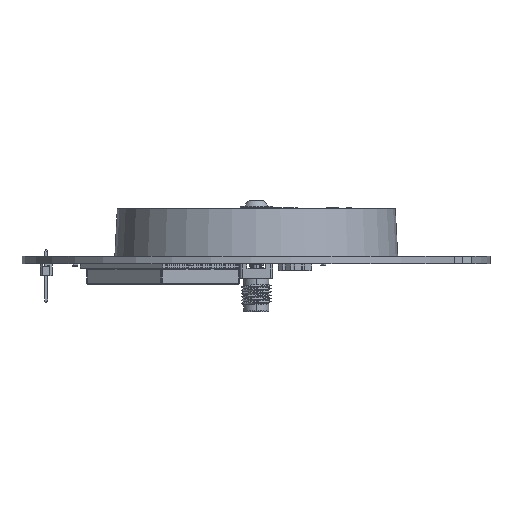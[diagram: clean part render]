
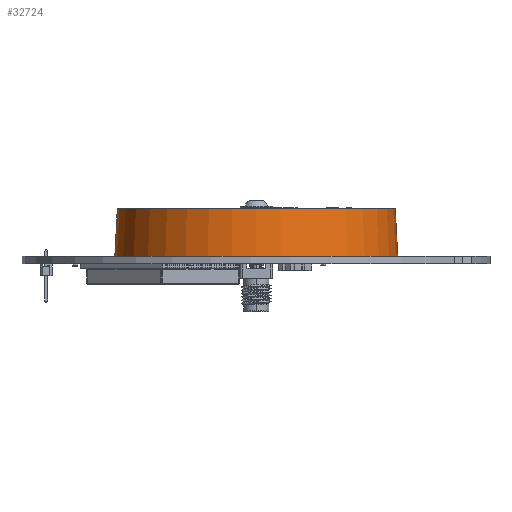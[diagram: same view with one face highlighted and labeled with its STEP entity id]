
A CAD part, left-side view. The second image highlights one B-rep face of the part: STEP entity #32724.
In plain terms, the highlighted conical face has half-angle 3 degrees and reference radius 30.314 mm.
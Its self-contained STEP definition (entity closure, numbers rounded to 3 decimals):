
#32724 = ADVANCED_FACE('',(#32725),#32751,.T.);
#32725 = FACE_BOUND('',#32726,.T.);
#32726 = EDGE_LOOP('',(#32727,#32736,#32743,#32750));
#32727 = ORIENTED_EDGE('',*,*,#32728,.F.);
#32728 = EDGE_CURVE('',#32729,#32729,#32731,.T.);
#32729 = VERTEX_POINT('',#32730);
#32730 = CARTESIAN_POINT('',(0.,10.166,-29.781));
#32731 = CIRCLE('',#32732,29.781);
#32732 = AXIS2_PLACEMENT_3D('',#32733,#32734,#32735);
#32733 = CARTESIAN_POINT('',(0.,10.166,
    0.));
#32734 = DIRECTION('',(0.,1.,0.));
#32735 = DIRECTION('',(0.,0.,-1.));
#32736 = ORIENTED_EDGE('',*,*,#32737,.T.);
#32737 = EDGE_CURVE('',#32729,#32738,#32740,.T.);
#32738 = VERTEX_POINT('',#32739);
#32739 = CARTESIAN_POINT('',(0.,0.,
    -30.314));
#32740 = B_SPLINE_CURVE_WITH_KNOTS('',1,(#32741,#32742),.UNSPECIFIED.,
  .F.,.F.,(2,2),(-10.18,0.),.PIECEWISE_BEZIER_KNOTS.);
#32741 = CARTESIAN_POINT('',(0.,10.166,-29.781));
#32742 = CARTESIAN_POINT('',(0.,0.,-30.314));
#32743 = ORIENTED_EDGE('',*,*,#32744,.T.);
#32744 = EDGE_CURVE('',#32738,#32738,#32745,.T.);
#32745 = CIRCLE('',#32746,30.314);
#32746 = AXIS2_PLACEMENT_3D('',#32747,#32748,#32749);
#32747 = CARTESIAN_POINT('',(0.,0.,0.));
#32748 = DIRECTION('',(0.,1.,0.));
#32749 = DIRECTION('',(0.,0.,-1.));
#32750 = ORIENTED_EDGE('',*,*,#32737,.F.);
#32751 = CONICAL_SURFACE('',#32752,30.314,0.052);
#32752 = AXIS2_PLACEMENT_3D('',#32753,#32754,#32755);
#32753 = CARTESIAN_POINT('',(0.,0.,0.));
#32754 = DIRECTION('',(0.,-1.,0.));
#32755 = DIRECTION('',(0.,0.,-1.));
